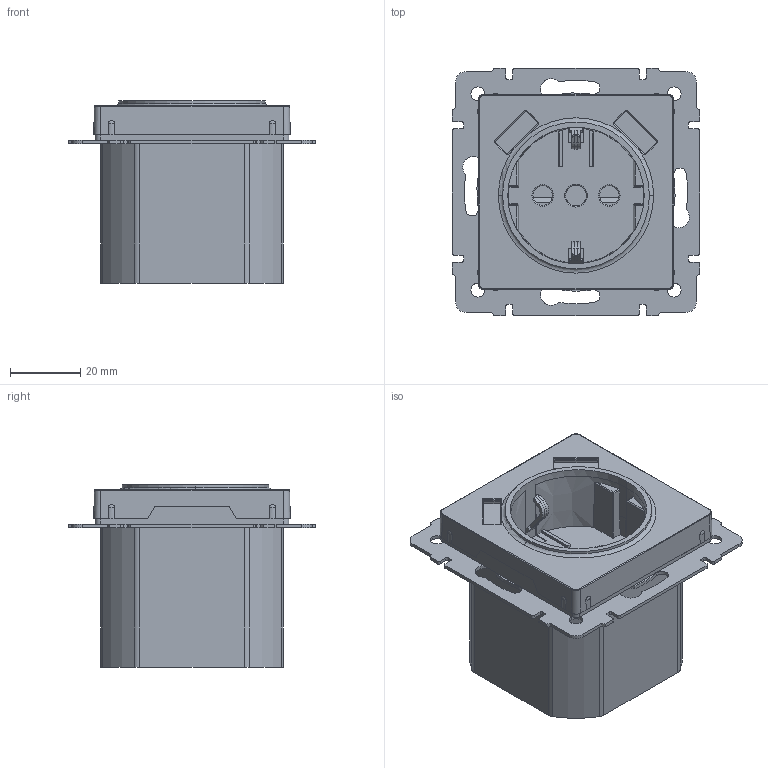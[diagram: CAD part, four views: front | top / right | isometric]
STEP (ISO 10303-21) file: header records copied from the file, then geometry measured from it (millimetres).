
FILE_DESCRIPTION (( 'STEP AP214' ), '1' );
FILE_NAME ('BRITE Ðîç. USB A+A.STEP', '2025-04-07T11:02:30', ( '' ), ( '' ), 'SwSTEP 2.0', 'SolidWorks 2022', '' );
FILE_SCHEMA (( 'AUTOMOTIVE_DESIGN' ));
Length unit declared in the file: millimetre
Products named in the file (1): BRITE Роз. USB A+A
Bounding box: 70.8 x 70.8 x 52.07 mm (x, y, z)
Volume: 115485.2 mm3; surface area: 23476.9 mm2
Topology: 1 solids, 13 shells, 533 faces, 1469 edges, 941 vertices
Faces by surface type: plane 262, cylinder 186, cone 30, bspline 29, torus 14, sphere 12
Entity records: 17907 total; most frequent: CARTESIAN_POINT 4761, ORIENTED_EDGE 2890, DIRECTION 2613, EDGE_CURVE 1445, VERTEX_POINT 941, AXIS2_PLACEMENT_3D 929, LINE 755, VECTOR 755
